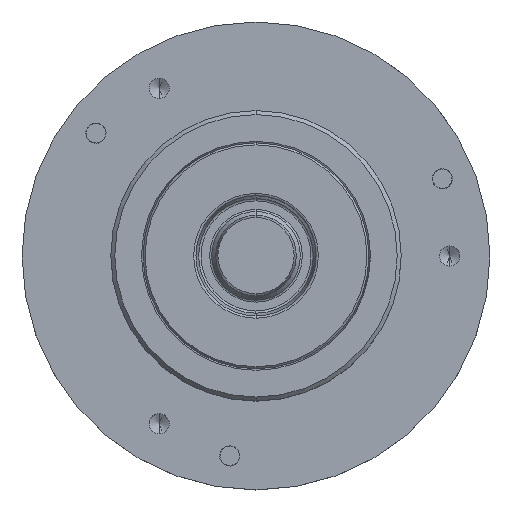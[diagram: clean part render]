
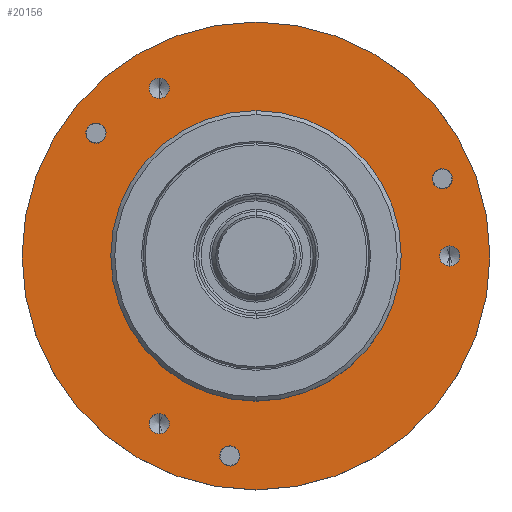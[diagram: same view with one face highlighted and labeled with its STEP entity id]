
A CAD part, top view. The second image highlights one B-rep face of the part: STEP entity #20156.
In plain terms, the highlighted planar face has unit normal (0, 0, 1).
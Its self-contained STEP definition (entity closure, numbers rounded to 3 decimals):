
#3743=CARTESIAN_POINT('',(0.,0.,17.));
#3744=DIRECTION('',(0.,0.,1.));
#3745=DIRECTION('',(1.,0.,0.));
#3746=AXIS2_PLACEMENT_3D('',#3743,#3744,#3745);
#3748=CARTESIAN_POINT('',(0.,0.,17.));
#3749=DIRECTION('',(0.,0.,1.));
#3750=DIRECTION('',(-1.,0.,0.));
#3751=AXIS2_PLACEMENT_3D('',#3748,#3749,#3750);
#3753=CARTESIAN_POINT('',(-19.834,15.219,17.));
#3754=DIRECTION('',(0.,0.,-1.));
#3755=DIRECTION('',(-0.793,0.609,0.));
#3756=AXIS2_PLACEMENT_3D('',#3753,#3754,#3755);
#3758=CARTESIAN_POINT('',(-19.834,15.219,17.));
#3759=DIRECTION('',(0.,0.,-1.));
#3760=DIRECTION('',(0.793,-0.609,0.));
#3761=AXIS2_PLACEMENT_3D('',#3758,#3759,#3760);
#3763=CARTESIAN_POINT('',(-3.263,-24.786,17.));
#3764=DIRECTION('',(0.,0.,-1.));
#3765=DIRECTION('',(-0.131,-0.991,0.));
#3766=AXIS2_PLACEMENT_3D('',#3763,#3764,#3765);
#3768=CARTESIAN_POINT('',(-3.263,-24.786,17.));
#3769=DIRECTION('',(0.,0.,-1.));
#3770=DIRECTION('',(0.131,0.991,0.));
#3771=AXIS2_PLACEMENT_3D('',#3768,#3769,#3770);
#3773=CARTESIAN_POINT('',(23.097,9.567,17.));
#3774=DIRECTION('',(0.,0.,-1.));
#3775=DIRECTION('',(0.924,0.383,0.));
#3776=AXIS2_PLACEMENT_3D('',#3773,#3774,#3775);
#3778=CARTESIAN_POINT('',(23.097,9.567,17.));
#3779=DIRECTION('',(0.,0.,-1.));
#3780=DIRECTION('',(-0.924,-0.383,0.));
#3781=AXIS2_PLACEMENT_3D('',#3778,#3779,#3780);
#3783=CARTESIAN_POINT('',(-12.,-20.785,17.));
#3784=DIRECTION('',(0.,0.,1.));
#3785=DIRECTION('',(0.,-1.,0.));
#3786=AXIS2_PLACEMENT_3D('',#3783,#3784,#3785);
#3788=CARTESIAN_POINT('',(-12.,-20.785,17.));
#3789=DIRECTION('',(0.,0.,1.));
#3790=DIRECTION('',(0.,1.,0.));
#3791=AXIS2_PLACEMENT_3D('',#3788,#3789,#3790);
#3793=CARTESIAN_POINT('',(-12.,20.785,17.));
#3794=DIRECTION('',(0.,0.,1.));
#3795=DIRECTION('',(0.,-1.,0.));
#3796=AXIS2_PLACEMENT_3D('',#3793,#3794,#3795);
#3798=CARTESIAN_POINT('',(-12.,20.785,17.));
#3799=DIRECTION('',(0.,0.,1.));
#3800=DIRECTION('',(0.,1.,0.));
#3801=AXIS2_PLACEMENT_3D('',#3798,#3799,#3800);
#3803=CARTESIAN_POINT('',(24.,0.,17.));
#3804=DIRECTION('',(0.,0.,1.));
#3805=DIRECTION('',(0.,-1.,0.));
#3806=AXIS2_PLACEMENT_3D('',#3803,#3804,#3805);
#3808=CARTESIAN_POINT('',(24.,0.,17.));
#3809=DIRECTION('',(0.,0.,1.));
#3810=DIRECTION('',(0.,1.,0.));
#3811=AXIS2_PLACEMENT_3D('',#3808,#3809,#3810);
#3821=CARTESIAN_POINT('',(0.,0.,17.));
#3822=DIRECTION('',(0.,0.,1.));
#3823=DIRECTION('',(0.,1.,0.));
#3824=AXIS2_PLACEMENT_3D('',#3821,#3822,#3823);
#3858=CARTESIAN_POINT('',(0.,0.,17.));
#3859=DIRECTION('',(0.,0.,-1.));
#3860=DIRECTION('',(0.,1.,0.));
#3861=AXIS2_PLACEMENT_3D('',#3858,#3859,#3860);
#15913=CARTESIAN_POINT('',(0.,18.,17.));
#15914=CARTESIAN_POINT('',(0.,-18.,17.));
#15915=VERTEX_POINT('',#15913);
#15916=VERTEX_POINT('',#15914);
#15917=CARTESIAN_POINT('',(29.,0.,17.));
#15918=CARTESIAN_POINT('',(-29.,0.,17.));
#15919=VERTEX_POINT('',#15917);
#15920=VERTEX_POINT('',#15918);
#15921=CARTESIAN_POINT('',(-20.826,15.98,17.));
#15922=CARTESIAN_POINT('',(-18.842,14.458,17.));
#15923=VERTEX_POINT('',#15921);
#15924=VERTEX_POINT('',#15922);
#15925=CARTESIAN_POINT('',(-3.426,-26.025,17.));
#15926=CARTESIAN_POINT('',(-3.1,-23.547,17.));
#15927=VERTEX_POINT('',#15925);
#15928=VERTEX_POINT('',#15926);
#15929=CARTESIAN_POINT('',(24.252,10.045,17.));
#15930=CARTESIAN_POINT('',(21.942,9.089,17.));
#15931=VERTEX_POINT('',#15929);
#15932=VERTEX_POINT('',#15930);
#15939=CARTESIAN_POINT('',(-12.,-22.035,17.));
#15940=CARTESIAN_POINT('',(-12.,-19.535,17.));
#15941=VERTEX_POINT('',#15939);
#15942=VERTEX_POINT('',#15940);
#15949=CARTESIAN_POINT('',(-12.,19.535,17.));
#15950=CARTESIAN_POINT('',(-12.,22.035,17.));
#15951=VERTEX_POINT('',#15949);
#15952=VERTEX_POINT('',#15950);
#15959=CARTESIAN_POINT('',(24.,-1.25,17.));
#15960=CARTESIAN_POINT('',(24.,1.25,17.));
#15961=VERTEX_POINT('',#15959);
#15962=VERTEX_POINT('',#15960);
#20104=CARTESIAN_POINT('',(0.,0.,17.));
#20105=DIRECTION('',(0.,0.,-1.));
#20106=DIRECTION('',(0.,1.,0.));
#20107=AXIS2_PLACEMENT_3D('',#20104,#20105,#20106);
#20108=PLANE('',#20107);
#20109=ORIENTED_EDGE('',*,*,#20094,.F.);
#20111=ORIENTED_EDGE('',*,*,#20110,.F.);
#20112=EDGE_LOOP('',(#20109,#20111));
#20113=FACE_OUTER_BOUND('',#20112,.F.);
#20115=ORIENTED_EDGE('',*,*,#20114,.T.);
#20117=ORIENTED_EDGE('',*,*,#20116,.F.);
#20118=EDGE_LOOP('',(#20115,#20117));
#20119=FACE_BOUND('',#20118,.F.);
#20121=ORIENTED_EDGE('',*,*,#20120,.F.);
#20123=ORIENTED_EDGE('',*,*,#20122,.F.);
#20124=EDGE_LOOP('',(#20121,#20123));
#20125=FACE_BOUND('',#20124,.F.);
#20127=ORIENTED_EDGE('',*,*,#20126,.F.);
#20129=ORIENTED_EDGE('',*,*,#20128,.F.);
#20130=EDGE_LOOP('',(#20127,#20129));
#20131=FACE_BOUND('',#20130,.F.);
#20133=ORIENTED_EDGE('',*,*,#20132,.F.);
#20135=ORIENTED_EDGE('',*,*,#20134,.F.);
#20136=EDGE_LOOP('',(#20133,#20135));
#20137=FACE_BOUND('',#20136,.F.);
#20139=ORIENTED_EDGE('',*,*,#20138,.T.);
#20141=ORIENTED_EDGE('',*,*,#20140,.T.);
#20142=EDGE_LOOP('',(#20139,#20141));
#20143=FACE_BOUND('',#20142,.F.);
#20145=ORIENTED_EDGE('',*,*,#20144,.T.);
#20147=ORIENTED_EDGE('',*,*,#20146,.T.);
#20148=EDGE_LOOP('',(#20145,#20147));
#20149=FACE_BOUND('',#20148,.F.);
#20151=ORIENTED_EDGE('',*,*,#20150,.T.);
#20153=ORIENTED_EDGE('',*,*,#20152,.T.);
#20154=EDGE_LOOP('',(#20151,#20153));
#20155=FACE_BOUND('',#20154,.F.);
#3747=CIRCLE('',#3746,29.);
#3752=CIRCLE('',#3751,29.);
#3757=CIRCLE('',#3756,1.25);
#3762=CIRCLE('',#3761,1.25);
#3767=CIRCLE('',#3766,1.25);
#3772=CIRCLE('',#3771,1.25);
#3777=CIRCLE('',#3776,1.25);
#3782=CIRCLE('',#3781,1.25);
#3787=CIRCLE('',#3786,1.25);
#3792=CIRCLE('',#3791,1.25);
#3797=CIRCLE('',#3796,1.25);
#3802=CIRCLE('',#3801,1.25);
#3807=CIRCLE('',#3806,1.25);
#3812=CIRCLE('',#3811,1.25);
#3825=CIRCLE('',#3824,18.);
#3862=CIRCLE('',#3861,18.);
#20094=EDGE_CURVE('',#15919,#15920,#3747,.T.);
#20110=EDGE_CURVE('',#15920,#15919,#3752,.T.);
#20114=EDGE_CURVE('',#15915,#15916,#3825,.T.);
#20116=EDGE_CURVE('',#15915,#15916,#3862,.T.);
#20120=EDGE_CURVE('',#15923,#15924,#3757,.T.);
#20122=EDGE_CURVE('',#15924,#15923,#3762,.T.);
#20126=EDGE_CURVE('',#15927,#15928,#3767,.T.);
#20128=EDGE_CURVE('',#15928,#15927,#3772,.T.);
#20132=EDGE_CURVE('',#15931,#15932,#3777,.T.);
#20134=EDGE_CURVE('',#15932,#15931,#3782,.T.);
#20138=EDGE_CURVE('',#15941,#15942,#3787,.T.);
#20140=EDGE_CURVE('',#15942,#15941,#3792,.T.);
#20144=EDGE_CURVE('',#15951,#15952,#3797,.T.);
#20146=EDGE_CURVE('',#15952,#15951,#3802,.T.);
#20150=EDGE_CURVE('',#15961,#15962,#3807,.T.);
#20152=EDGE_CURVE('',#15962,#15961,#3812,.T.);
#20156=ADVANCED_FACE('',(#20113,#20119,#20125,#20131,#20137,#20143,#20149,
#20155),#20108,.F.);
